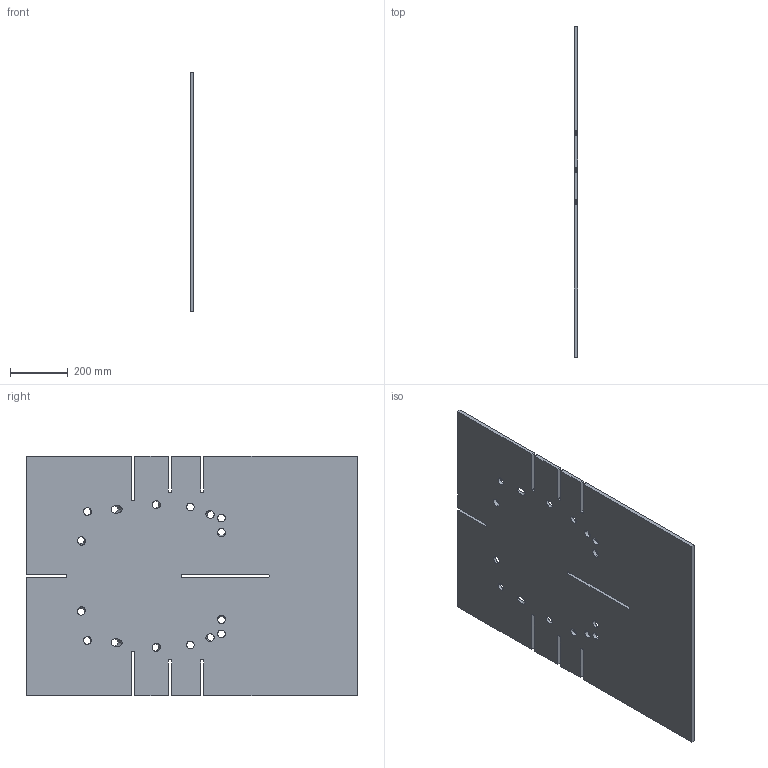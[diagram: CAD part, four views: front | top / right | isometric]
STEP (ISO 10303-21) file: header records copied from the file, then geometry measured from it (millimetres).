
FILE_DESCRIPTION (( 'STEP AP214' ), '1' );
FILE_NAME ('Pink_1.STEP', '2024-03-26T23:06:33', ( '' ), ( '' ), 'SwSTEP 2.0', 'SolidWorks 2024', '' );
FILE_SCHEMA (( 'AUTOMOTIVE_DESIGN' ));
Length unit declared in the file: inch
Products named in the file (1): Pink_1
Bounding box: 12.7 x 1143 x 825.5 mm (x, y, z)
Volume: 11680976.8 mm3; surface area: 1939715.3 mm2
Topology: 1 solids, 1 shells, 102 faces, 300 edges, 200 vertices
Faces by surface type: cylinder 64, plane 38
Entity records: 3491 total; most frequent: CARTESIAN_POINT 771, ORIENTED_EDGE 600, DIRECTION 522, EDGE_CURVE 300, VERTEX_POINT 200, AXIS2_PLACEMENT_3D 175, LINE 172, VECTOR 172
